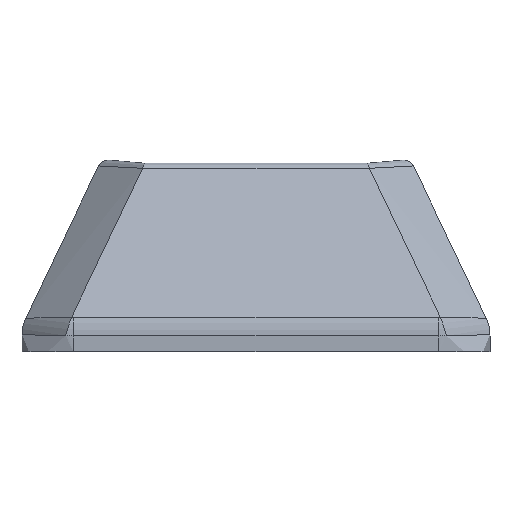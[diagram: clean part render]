
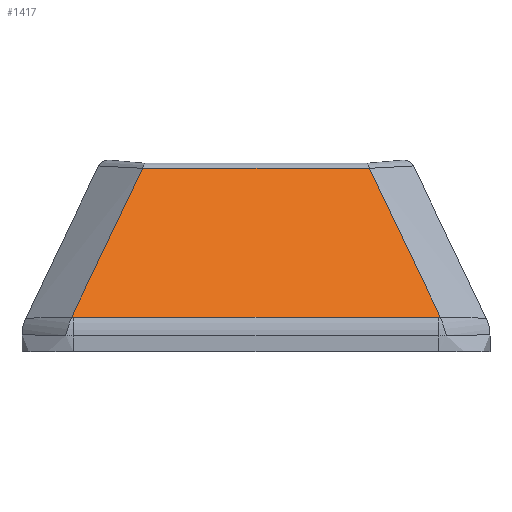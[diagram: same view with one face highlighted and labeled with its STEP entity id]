
A CAD part, front view. The second image highlights one B-rep face of the part: STEP entity #1417.
In plain terms, the highlighted planar face has unit normal (0, -0.877, 0.48).
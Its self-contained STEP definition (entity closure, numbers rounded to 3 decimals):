
#112=PLANE('',#1517);
#160=FACE_OUTER_BOUND('',#238,.T.);
#238=EDGE_LOOP('',(#1114,#1115,#1116,#1117,#1118,#1119));
#314=LINE('',#3060,#374);
#374=VECTOR('',#1676,10.);
#410=ELLIPSE('',#1511,1.042,0.5);
#413=ELLIPSE('',#1516,1.042,0.5);
#495=B_SPLINE_CURVE_WITH_KNOTS('',3,(#3131,#3132,#3133,#3134),
 .UNSPECIFIED.,.F.,.F.,(4,4),(-0.778,-0.064),
 .UNSPECIFIED.);
#497=B_SPLINE_CURVE_WITH_KNOTS('',3,(#3143,#3144,#3145,#3146),
 .UNSPECIFIED.,.F.,.F.,(4,4),(0.064,0.778),
 .UNSPECIFIED.);
#498=B_SPLINE_CURVE_WITH_KNOTS('',3,(#3147,#3148,#3149,#3150),
 .UNSPECIFIED.,.F.,.F.,(4,4),(-0.886,0.),.UNSPECIFIED.);
#616=VERTEX_POINT('',#2633);
#641=VERTEX_POINT('',#3021);
#643=VERTEX_POINT('',#3052);
#645=VERTEX_POINT('',#3058);
#648=VERTEX_POINT('',#3130);
#649=VERTEX_POINT('',#3142);
#826=EDGE_CURVE('',#643,#641,#410,.T.);
#829=EDGE_CURVE('',#645,#643,#314,.T.);
#832=EDGE_CURVE('',#616,#645,#413,.T.);
#836=EDGE_CURVE('',#641,#648,#495,.T.);
#838=EDGE_CURVE('',#649,#616,#497,.T.);
#839=EDGE_CURVE('',#648,#649,#498,.T.);
#1114=ORIENTED_EDGE('',*,*,#826,.F.);
#1115=ORIENTED_EDGE('',*,*,#829,.F.);
#1116=ORIENTED_EDGE('',*,*,#832,.F.);
#1117=ORIENTED_EDGE('',*,*,#838,.F.);
#1118=ORIENTED_EDGE('',*,*,#839,.F.);
#1119=ORIENTED_EDGE('',*,*,#836,.F.);
#1417=ADVANCED_FACE('',(#160),#112,.T.);
#1511=AXIS2_PLACEMENT_3D('',#3054,#1668,#1669);
#1516=AXIS2_PLACEMENT_3D('',#3079,#1680,#1681);
#1517=AXIS2_PLACEMENT_3D('',#3141,#1682,#1683);
#1668=DIRECTION('center_axis',(0.,0.877,-0.48));
#1669=DIRECTION('ref_axis',(0.,-0.48,-0.877));
#1676=DIRECTION('',(-1.,0.,0.));
#1680=DIRECTION('center_axis',(0.,0.877,-0.48));
#1681=DIRECTION('ref_axis',(0.,-0.48,-0.877));
#1682=DIRECTION('center_axis',(0.,-0.877,
0.48));
#1683=DIRECTION('ref_axis',(0.,-0.48,-0.877));
#2633=CARTESIAN_POINT('',(7.157,-8.891,0.347));
#3021=CARTESIAN_POINT('',(-7.157,-8.891,0.347));
#3052=CARTESIAN_POINT('',(-7.08,-8.897,0.336));
#3054=CARTESIAN_POINT('Origin',(-7.08,-8.397,1.251));
#3058=CARTESIAN_POINT('',(7.081,-8.897,0.336));
#3060=CARTESIAN_POINT('',(7.525,-8.897,0.336));
#3079=CARTESIAN_POINT('Origin',(7.081,-8.397,1.251));
#3130=CARTESIAN_POINT('',(-4.399,-5.733,6.123));
#3131=CARTESIAN_POINT('Ctrl Pts',(-7.157,-8.891,0.347));
#3132=CARTESIAN_POINT('Ctrl Pts',(-6.242,-7.837,2.274));
#3133=CARTESIAN_POINT('Ctrl Pts',(-5.324,-6.784,4.199));
#3134=CARTESIAN_POINT('Ctrl Pts',(-4.399,-5.733,6.123));
#3141=CARTESIAN_POINT('Origin',(5.969,-5.402,6.727));
#3142=CARTESIAN_POINT('',(4.399,-5.733,6.123));
#3143=CARTESIAN_POINT('Ctrl Pts',(4.399,-5.733,6.123));
#3144=CARTESIAN_POINT('Ctrl Pts',(5.324,-6.784,4.199));
#3145=CARTESIAN_POINT('Ctrl Pts',(6.242,-7.837,2.274));
#3146=CARTESIAN_POINT('Ctrl Pts',(7.157,-8.891,0.347));
#3147=CARTESIAN_POINT('Ctrl Pts',(-4.399,-5.733,6.123));
#3148=CARTESIAN_POINT('Ctrl Pts',(-1.51,-6.031,5.577));
#3149=CARTESIAN_POINT('Ctrl Pts',(1.51,-6.031,5.577));
#3150=CARTESIAN_POINT('Ctrl Pts',(4.399,-5.733,6.123));
